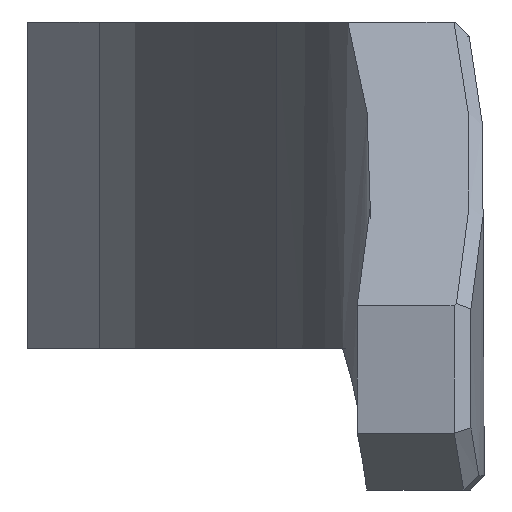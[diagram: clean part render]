
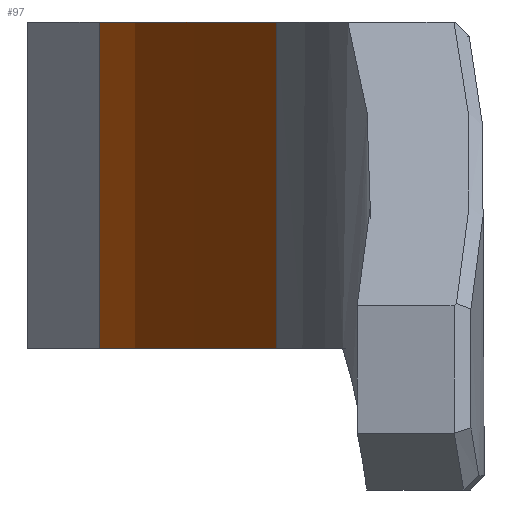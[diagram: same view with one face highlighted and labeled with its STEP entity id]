
A CAD part, left-side view. The second image highlights one B-rep face of the part: STEP entity #97.
In plain terms, the highlighted cylindrical face has radius 41.868 mm (diameter 83.737 mm), a partial arc.
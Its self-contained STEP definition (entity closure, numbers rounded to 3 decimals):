
#97 = ADVANCED_FACE( '', ( #159 ), #160, .T. );
#159 = FACE_OUTER_BOUND( '', #279, .T. );
#160 = CYLINDRICAL_SURFACE( '', #280, 41.869 );
#279 = EDGE_LOOP( '', ( #478, #479, #480, #481 ) );
#280 = AXIS2_PLACEMENT_3D( '', #482, #483, #484 );
#478 = ORIENTED_EDGE( '', *, *, #598, .T. );
#479 = ORIENTED_EDGE( '', *, *, #621, .F. );
#480 = ORIENTED_EDGE( '', *, *, #611, .F. );
#481 = ORIENTED_EDGE( '', *, *, #649, .T. );
#482 = CARTESIAN_POINT( '', ( -47.916, -33.408, 5.75 ) );
#483 = DIRECTION( '', ( 0., 0., 1. ) );
#484 = DIRECTION( '', ( -1., 0., 0. ) );
#598 = EDGE_CURVE( '', #703, #701, #704, .T. );
#611 = EDGE_CURVE( '', #724, #726, #727, .T. );
#621 = EDGE_CURVE( '', #726, #701, #745, .T. );
#649 = EDGE_CURVE( '', #724, #703, #785, .T. );
#701 = VERTEX_POINT( '', #857 );
#703 = VERTEX_POINT( '', #859 );
#704 = CIRCLE( '', #860, 41.869 );
#724 = VERTEX_POINT( '', #891 );
#726 = VERTEX_POINT( '', #894 );
#727 = CIRCLE( '', #895, 41.869 );
#745 = LINE( '', #919, #920 );
#785 = LINE( '', #1037, #1038 );
#857 = CARTESIAN_POINT( '', ( -70.523, 1.833, -5.75 ) );
#859 = CARTESIAN_POINT( '', ( -53.566, 8.078, -5.75 ) );
#860 = AXIS2_PLACEMENT_3D( '', #1097, #1098, #1099 );
#891 = CARTESIAN_POINT( '', ( -53.566, 8.078, 5.75 ) );
#894 = CARTESIAN_POINT( '', ( -70.523, 1.833, 5.75 ) );
#895 = AXIS2_PLACEMENT_3D( '', #1118, #1119, #1120 );
#919 = CARTESIAN_POINT( '', ( -70.523, 1.833, 5.75 ) );
#920 = VECTOR( '', #1139, 1000. );
#1037 = CARTESIAN_POINT( '', ( -53.566, 8.078, 5.75 ) );
#1038 = VECTOR( '', #1165, 1000. );
#1097 = CARTESIAN_POINT( '', ( -47.916, -33.408, -5.75 ) );
#1098 = DIRECTION( '', ( 0., 0., 1. ) );
#1099 = DIRECTION( '', ( 1., 0., 0. ) );
#1118 = CARTESIAN_POINT( '', ( -47.916, -33.408, 5.75 ) );
#1119 = DIRECTION( '', ( 0., 0., 1. ) );
#1120 = DIRECTION( '', ( 1., 0., 0. ) );
#1139 = DIRECTION( '', ( 0., 0., -1. ) );
#1165 = DIRECTION( '', ( 0., 0., -1. ) );
